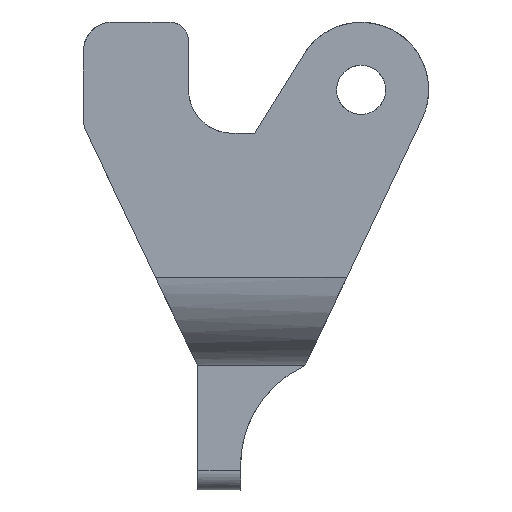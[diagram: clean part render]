
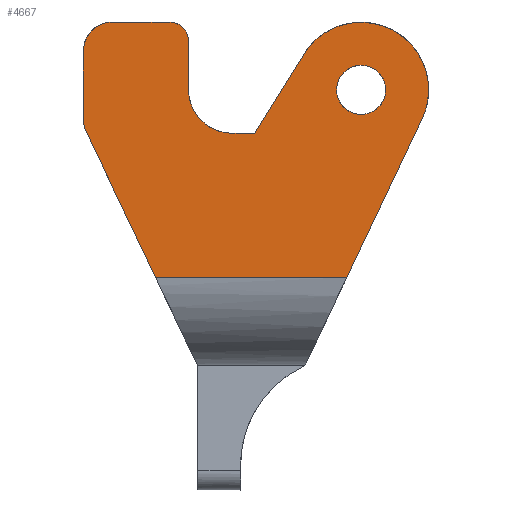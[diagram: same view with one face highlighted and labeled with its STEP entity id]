
A CAD part, left-side view. The second image highlights one B-rep face of the part: STEP entity #4667.
In plain terms, the highlighted free-form (B-spline) face has degree [1, 1] with [2, 2] control points.
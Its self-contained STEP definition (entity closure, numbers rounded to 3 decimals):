
#4475=CARTESIAN_POINT('V244',(-44.15,21.309,
   -19.461));
#4476=VERTEX_POINT('V244',#4475);
#4491=CARTESIAN_POINT('V246',(-44.15,1.492,
   -19.461));
#4492=VERTEX_POINT('V246',#4491);
#4506=CARTESIAN_POINT('E378',(-44.15,21.309,
   -19.461));
#4507=CARTESIAN_POINT('E378',(-44.15,1.492,
   -19.461));
#4508=B_SPLINE_CURVE_WITH_KNOTS('E378',1,(#4506,#4507),
   .POLYLINE_FORM.,.F.,.U.,(2,2),(0.186,
   0.738),.UNSPECIFIED.);
#4509=EDGE_CURVE('E378',#4476,#4492,#4508,.T.);
#4514=CARTESIAN_POINT('F146',(-44.15,-7.895,
   -20.461));
#4515=CARTESIAN_POINT('F146',(-44.15,-7.895,
   8.248));
#4516=CARTESIAN_POINT('F146',(-44.15,29.699,
   -20.461));
#4517=CARTESIAN_POINT('F146',(-44.15,29.699,
   8.248));
#4518=B_SPLINE_SURFACE_WITH_KNOTS('F146',1,1,((#4514,#4516),(
   #4515,#4517)),.PLANE_SURF.,.F.,.F.,.U.,(2,2),(2,2),(
   0.592,1.356),(0.0,1.0),.UNSPECIFIED.);
#4519=ORIENTED_EDGE('F136',*,*,#4509,.T.);
#4520=CARTESIAN_POINT('V222',(-44.15,-6.344,
   -2.958));
#4521=VERTEX_POINT('V222',#4520);
#4522=CARTESIAN_POINT('E361',(-44.15,1.492,
   -19.461));
#4523=CARTESIAN_POINT('E361',(-44.15,-6.344,
   -2.958));
#4524=QUASI_UNIFORM_CURVE('E361',1,(#4522,#4523),.POLYLINE_FORM.,.F.,
   .U.);
#4525=EDGE_CURVE('E361',#4492,#4521,#4524,.T.);
#4526=ORIENTED_EDGE('E361',*,*,#4525,.T.);
#4527=CARTESIAN_POINT('V221',(-44.15,5.936,
   3.709));
#4528=VERTEX_POINT('V221',#4527);
#4529=CARTESIAN_POINT('E321',(-44.15,-6.344,
   -2.958));
#4530=CARTESIAN_POINT('E321',(-44.15,-9.127,
   3.01));
#4531=CARTESIAN_POINT('E321',(-44.15,-3.34,
   6.152));
#4532=CARTESIAN_POINT('E321',(-44.15,2.447,
   9.294));
#4533=CARTESIAN_POINT('E321',(-44.15,5.936,
   3.709));
#4541=(BOUNDED_CURVE()B_SPLINE_CURVE(2,(#4529,#4530,#4531,#4532,
   #4533),.CIRCULAR_ARC.,.F.,.U.)B_SPLINE_CURVE_WITH_KNOTS((3,2,3),
   (0.0,0.5,1.0),.UNSPECIFIED.)CURVE()
   GEOMETRIC_REPRESENTATION_ITEM()RATIONAL_B_SPLINE_CURVE((1.0,
   0.728,1.0,0.728,1.0))REPRESENTATION_ITEM(
   'E321'));
#4542=EDGE_CURVE('E321',#4521,#4528,#4541,.T.);
#4543=ORIENTED_EDGE('E321',*,*,#4542,.T.);
#4544=CARTESIAN_POINT('V228',(-44.15,11.067,
   -4.502));
#4545=VERTEX_POINT('V228',#4544);
#4546=CARTESIAN_POINT('E329',(-44.15,5.936,
   3.709));
#4547=CARTESIAN_POINT('E329',(-44.15,11.067,
   -4.502));
#4548=QUASI_UNIFORM_CURVE('E329',1,(#4546,#4547),.POLYLINE_FORM.,.F.,
   .U.);
#4549=EDGE_CURVE('E329',#4528,#4545,#4548,.T.);
#4550=ORIENTED_EDGE('E329',*,*,#4549,.T.);
#4551=CARTESIAN_POINT('V232',(-44.15,13.4,
   -4.502));
#4552=VERTEX_POINT('V232',#4551);
#4553=CARTESIAN_POINT('E335',(-44.15,11.067,
   -4.502));
#4554=CARTESIAN_POINT('E335',(-44.15,13.4,
   -4.502));
#4555=QUASI_UNIFORM_CURVE('E335',1,(#4553,#4554),.POLYLINE_FORM.,.F.,
   .U.);
#4556=EDGE_CURVE('E335',#4545,#4552,#4555,.T.);
#4557=ORIENTED_EDGE('E335',*,*,#4556,.T.);
#4558=CARTESIAN_POINT('V236',(-44.15,17.9,
   -0.002));
#4559=VERTEX_POINT('V236',#4558);
#4560=CARTESIAN_POINT('E341',(-44.15,13.4,
   -4.502));
#4561=CARTESIAN_POINT('E341',(-44.15,17.9,
   -4.502));
#4562=CARTESIAN_POINT('E341',(-44.15,17.9,
   -0.002));
#4570=(BOUNDED_CURVE()B_SPLINE_CURVE(2,(#4560,#4561,#4562),
   .CIRCULAR_ARC.,.F.,.U.)CURVE()GEOMETRIC_REPRESENTATION_ITEM()
   QUASI_UNIFORM_CURVE()RATIONAL_B_SPLINE_CURVE((1.0,
   0.707,1.0))REPRESENTATION_ITEM('E341'));
#4571=EDGE_CURVE('E341',#4552,#4559,#4570,.T.);
#4572=ORIENTED_EDGE('E341',*,*,#4571,.T.);
#4573=CARTESIAN_POINT('V198',(-44.15,17.9,
   5.026));
#4574=VERTEX_POINT('V198',#4573);
#4575=CARTESIAN_POINT('E346',(-44.15,17.9,
   -0.002));
#4576=CARTESIAN_POINT('E346',(-44.15,17.9,
   5.026));
#4577=QUASI_UNIFORM_CURVE('E346',1,(#4575,#4576),.POLYLINE_FORM.,.F.,
   .U.);
#4578=EDGE_CURVE('E346',#4559,#4574,#4577,.T.);
#4579=ORIENTED_EDGE('E346',*,*,#4578,.T.);
#4580=CARTESIAN_POINT('V197',(-44.15,19.897,
   7.026));
#4581=VERTEX_POINT('V197',#4580);
#4582=CARTESIAN_POINT('E289',(-44.15,17.9,
   5.026));
#4583=CARTESIAN_POINT('E289',(-44.15,17.9,
   7.024));
#4584=CARTESIAN_POINT('E289',(-44.15,19.897,
   7.026));
#4592=(BOUNDED_CURVE()B_SPLINE_CURVE(2,(#4582,#4583,#4584),
   .CIRCULAR_ARC.,.F.,.U.)CURVE()GEOMETRIC_REPRESENTATION_ITEM()
   QUASI_UNIFORM_CURVE()RATIONAL_B_SPLINE_CURVE((1.0,
   0.708,1.0))REPRESENTATION_ITEM('E289'));
#4593=EDGE_CURVE('E289',#4574,#4581,#4592,.T.);
#4594=ORIENTED_EDGE('E289',*,*,#4593,.T.);
#4595=CARTESIAN_POINT('V204',(-44.15,25.791,
   7.034));
#4596=VERTEX_POINT('V204',#4595);
#4597=CARTESIAN_POINT('E297',(-44.15,19.897,
   7.026));
#4598=CARTESIAN_POINT('E297',(-44.15,25.791,
   7.034));
#4599=QUASI_UNIFORM_CURVE('E297',1,(#4597,#4598),.POLYLINE_FORM.,.F.,
   .U.);
#4600=EDGE_CURVE('E297',#4581,#4596,#4599,.T.);
#4601=ORIENTED_EDGE('E297',*,*,#4600,.T.);
#4602=CARTESIAN_POINT('V208',(-44.15,28.795,
   4.038));
#4603=VERTEX_POINT('V208',#4602);
#4604=CARTESIAN_POINT('E303',(-44.15,25.791,
   7.034));
#4605=CARTESIAN_POINT('E303',(-44.15,28.791,
   7.038));
#4606=CARTESIAN_POINT('E303',(-44.15,28.795,
   4.038));
#4614=(BOUNDED_CURVE()B_SPLINE_CURVE(2,(#4604,#4605,#4606),
   .CIRCULAR_ARC.,.F.,.U.)CURVE()GEOMETRIC_REPRESENTATION_ITEM()
   QUASI_UNIFORM_CURVE()RATIONAL_B_SPLINE_CURVE((1.0,
   0.707,1.0))REPRESENTATION_ITEM('E303'));
#4615=EDGE_CURVE('E303',#4596,#4603,#4614,.T.);
#4616=ORIENTED_EDGE('E303',*,*,#4615,.T.);
#4617=CARTESIAN_POINT('V212',(-44.15,28.804,
   -3.054));
#4618=VERTEX_POINT('V212',#4617);
#4619=CARTESIAN_POINT('E309',(-44.15,28.795,
   4.038));
#4620=CARTESIAN_POINT('E309',(-44.15,28.804,
   -3.054));
#4621=QUASI_UNIFORM_CURVE('E309',1,(#4619,#4620),.POLYLINE_FORM.,.F.,
   .U.);
#4622=EDGE_CURVE('E309',#4603,#4618,#4621,.T.);
#4623=ORIENTED_EDGE('E309',*,*,#4622,.T.);
#4624=CARTESIAN_POINT('V216',(-44.15,28.512,
   -4.349));
#4625=VERTEX_POINT('V216',#4624);
#4626=CARTESIAN_POINT('E315',(-44.15,28.804,
   -3.054));
#4627=CARTESIAN_POINT('E315',(-44.15,28.805,
   -3.735));
#4628=CARTESIAN_POINT('E315',(-44.15,28.512,
   -4.349));
#4636=(BOUNDED_CURVE()B_SPLINE_CURVE(2,(#4626,#4627,#4628),
   .CIRCULAR_ARC.,.F.,.U.)CURVE()GEOMETRIC_REPRESENTATION_ITEM()
   QUASI_UNIFORM_CURVE()RATIONAL_B_SPLINE_CURVE((1.0,
   0.975,1.0))REPRESENTATION_ITEM('E315'));
#4637=EDGE_CURVE('E315',#4618,#4625,#4636,.T.);
#4638=ORIENTED_EDGE('E315',*,*,#4637,.T.);
#4639=CARTESIAN_POINT('E357',(-44.15,28.512,
   -4.349));
#4640=CARTESIAN_POINT('E357',(-44.15,21.309,
   -19.461));
#4641=QUASI_UNIFORM_CURVE('E357',1,(#4639,#4640),.POLYLINE_FORM.,.F.,
   .U.);
#4642=EDGE_CURVE('E357',#4625,#4476,#4641,.T.);
#4643=ORIENTED_EDGE('E357',*,*,#4642,.T.);
#4644=EDGE_LOOP('F146',(#4519,#4526,#4543,#4550,#4557,#4572,#4579,
   #4594,#4601,#4616,#4623,#4638,#4643));
#4645=FACE_OUTER_BOUND('F146',#4644,.T.);
#4646=CARTESIAN_POINT('V258',(-44.15,0.,
   2.55));
#4647=VERTEX_POINT('V258',#4646);
#4648=CARTESIAN_POINT('E387',(-44.15,0.,
   2.55));
#4649=CARTESIAN_POINT('E387',(-44.15,-4.417,
   2.55));
#4650=CARTESIAN_POINT('E387',(-44.15,-2.208,
   -1.275));
#4651=CARTESIAN_POINT('E387',(-44.15,0.,
   -5.1));
#4652=CARTESIAN_POINT('E387',(-44.15,2.208,
   -1.275));
#4653=CARTESIAN_POINT('E387',(-44.15,4.417,
   2.55));
#4654=CARTESIAN_POINT('E387',(-44.15,0.,
   2.55));
#4662=(BOUNDED_CURVE()B_SPLINE_CURVE(2,(#4648,#4649,#4650,#4651,
   #4652,#4653,#4654),.CIRCULAR_ARC.,.T.,.U.)
   B_SPLINE_CURVE_WITH_KNOTS((3,2,2,3),(0.0,0.333,
   0.667,1.0),.UNSPECIFIED.)CURVE()
   GEOMETRIC_REPRESENTATION_ITEM()RATIONAL_B_SPLINE_CURVE((1.0,
   0.5,1.0,0.5,1.0,0.5,1.0)
   )REPRESENTATION_ITEM('E387'));
#4663=EDGE_CURVE('E387',#4647,#4647,#4662,.T.);
#4664=ORIENTED_EDGE('E387',*,*,#4663,.T.);
#4665=EDGE_LOOP('F146',(#4664));
#4666=FACE_BOUND('F146',#4665,.T.);
#4667=ADVANCED_FACE('F146',(#4645,#4666),#4518,.T.);
